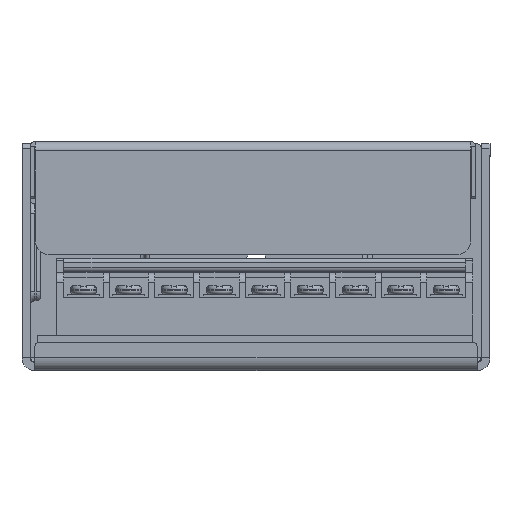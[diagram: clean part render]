
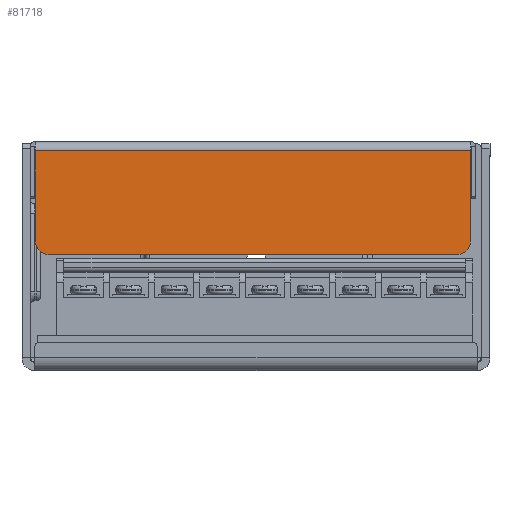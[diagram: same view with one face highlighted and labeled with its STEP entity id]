
A CAD part, front view. The second image highlights one B-rep face of the part: STEP entity #81718.
In plain terms, the highlighted planar face has unit normal (0, -1, 0).
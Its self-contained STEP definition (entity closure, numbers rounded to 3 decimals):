
#1938 = CARTESIAN_POINT ( 'NONE',  ( -43.05, -90.65, 20. ) ) ;
#2150 = VECTOR ( 'NONE', #7193, 1000. ) ;
#4678 = PLANE ( 'NONE',  #62363 ) ;
#7193 = DIRECTION ( 'NONE',  ( 0., 0., -1. ) ) ;
#7893 = DIRECTION ( 'NONE',  ( 0., -1., 0. ) ) ;
#8270 = CARTESIAN_POINT ( 'NONE',  ( -43.05, -90.65, 23. ) ) ;
#8937 = EDGE_CURVE ( 'NONE', #11937, #29931, #43913, .T. ) ;
#9857 = AXIS2_PLACEMENT_3D ( 'NONE', #40039, #7893, #79955 ) ;
#10885 = CARTESIAN_POINT ( 'NONE',  ( 46.05, -90.65, 20. ) ) ;
#11126 = CARTESIAN_POINT ( 'NONE',  ( -46.05, -90.65, 23. ) ) ;
#11937 = VERTEX_POINT ( 'NONE', #46994 ) ;
#12160 = VERTEX_POINT ( 'NONE', #8270 ) ;
#17897 = DIRECTION ( 'NONE',  ( 0., -1., 0. ) ) ;
#17939 = LINE ( 'NONE', #11126, #36825 ) ;
#19748 = VECTOR ( 'NONE', #61931, 1000. ) ;
#19815 = EDGE_CURVE ( 'NONE', #12160, #45796, #32877, .T. ) ;
#22132 = CIRCLE ( 'NONE', #9857, 3. ) ;
#22170 = CARTESIAN_POINT ( 'NONE',  ( -46.05, -90.65, 20. ) ) ;
#23948 = DIRECTION ( 'NONE',  ( 0., 0., 1. ) ) ;
#26777 = CIRCLE ( 'NONE', #83048, 3. ) ;
#28031 = DIRECTION ( 'NONE',  ( 0., -1., 0. ) ) ;
#28140 = ORIENTED_EDGE ( 'NONE', *, *, #19815, .F. ) ;
#29931 = VERTEX_POINT ( 'NONE', #60012 ) ;
#29939 = VERTEX_POINT ( 'NONE', #22170 ) ;
#32387 = EDGE_CURVE ( 'NONE', #43138, #29931, #66355, .T. ) ;
#32877 = LINE ( 'NONE', #59085, #19748 ) ;
#36825 = VECTOR ( 'NONE', #23948, 1000. ) ;
#40039 = CARTESIAN_POINT ( 'NONE',  ( 43.05, -90.65, 20. ) ) ;
#41767 = ORIENTED_EDGE ( 'NONE', *, *, #59763, .T. ) ;
#42804 = FACE_OUTER_BOUND ( 'NONE', #81166, .T. ) ;
#43138 = VERTEX_POINT ( 'NONE', #10885 ) ;
#43913 = LINE ( 'NONE', #70069, #44696 ) ;
#44106 = CARTESIAN_POINT ( 'NONE',  ( 0., -90.65, 0. ) ) ;
#44517 = DIRECTION ( 'NONE',  ( 1., 0., 0. ) ) ;
#44696 = VECTOR ( 'NONE', #50766, 1000. ) ;
#45796 = VERTEX_POINT ( 'NONE', #63719 ) ;
#46138 = ORIENTED_EDGE ( 'NONE', *, *, #32387, .F. ) ;
#46994 = CARTESIAN_POINT ( 'NONE',  ( -46.05, -90.65, 1. ) ) ;
#48626 = DIRECTION ( 'NONE',  ( 1., 0., 0. ) ) ;
#50019 = EDGE_CURVE ( 'NONE', #12160, #29939, #26777, .T. ) ;
#50732 = ORIENTED_EDGE ( 'NONE', *, *, #50019, .T. ) ;
#50766 = DIRECTION ( 'NONE',  ( 1., 0., 0. ) ) ;
#59085 = CARTESIAN_POINT ( 'NONE',  ( 46.05, -90.65, 23. ) ) ;
#59763 = EDGE_CURVE ( 'NONE', #43138, #45796, #22132, .T. ) ;
#60012 = CARTESIAN_POINT ( 'NONE',  ( 46.05, -90.65, 1. ) ) ;
#61931 = DIRECTION ( 'NONE',  ( 1., 0., 0. ) ) ;
#62363 = AXIS2_PLACEMENT_3D ( 'NONE', #44106, #17897, #44517 ) ;
#63719 = CARTESIAN_POINT ( 'NONE',  ( 43.05, -90.65, 23. ) ) ;
#65520 = CARTESIAN_POINT ( 'NONE',  ( 46.05, -90.65, 0. ) ) ;
#66355 = LINE ( 'NONE', #65520, #2150 ) ;
#70069 = CARTESIAN_POINT ( 'NONE',  ( 0., -90.65, 1. ) ) ;
#72697 = ORIENTED_EDGE ( 'NONE', *, *, #8937, .T. ) ;
#76518 = EDGE_CURVE ( 'NONE', #11937, #29939, #17939, .T. ) ;
#79955 = DIRECTION ( 'NONE',  ( 1., 0., 0. ) ) ;
#81166 = EDGE_LOOP ( 'NONE', ( #46138, #41767, #28140, #50732, #82002, #72697 ) ) ;
#81718 = ADVANCED_FACE ( 'NONE', ( #42804 ), #4678, .T. ) ;
#82002 = ORIENTED_EDGE ( 'NONE', *, *, #76518, .F. ) ;
#83048 = AXIS2_PLACEMENT_3D ( 'NONE', #1938, #28031, #48626 ) ;
